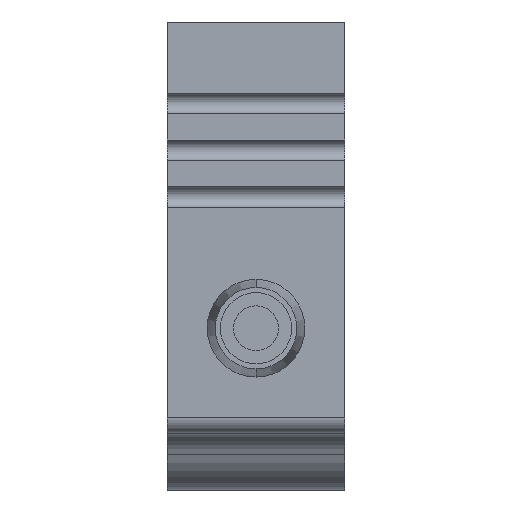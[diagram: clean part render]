
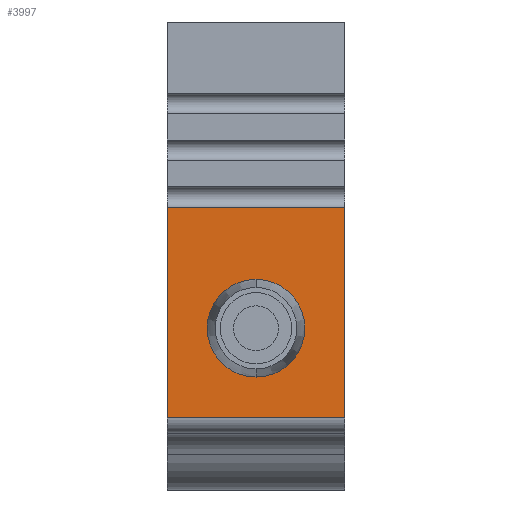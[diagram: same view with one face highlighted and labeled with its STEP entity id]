
A CAD part, front view. The second image highlights one B-rep face of the part: STEP entity #3997.
In plain terms, the highlighted planar face has unit normal (0, -1, 0).
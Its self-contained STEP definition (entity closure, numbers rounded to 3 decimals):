
#80=DIRECTION('',(0.,0.,-1.));
#81=VECTOR('',#80,10.35);
#82=CARTESIAN_POINT('',(4.35,-55.2,-9.1));
#83=LINE('',#82,#81);
#710=DIRECTION('',(0.,0.,1.));
#711=VECTOR('',#710,10.35);
#712=CARTESIAN_POINT('',(-4.35,-55.2,-19.45));
#713=LINE('',#712,#711);
#1329=DIRECTION('',(1.,0.,0.));
#1330=VECTOR('',#1329,8.7);
#1331=CARTESIAN_POINT('',(-4.35,-55.2,-9.1));
#1332=LINE('',#1331,#1330);
#1337=CARTESIAN_POINT('',(0.,-55.2,-15.05));
#1338=DIRECTION('',(0.,1.,0.));
#1339=DIRECTION('',(0.,0.,1.));
#1340=AXIS2_PLACEMENT_3D('',#1337,#1338,#1339);
#1342=CARTESIAN_POINT('',(0.,-55.2,-15.05));
#1343=DIRECTION('',(0.,1.,0.));
#1344=DIRECTION('',(0.,0.,-1.));
#1345=AXIS2_PLACEMENT_3D('',#1342,#1343,#1344);
#1351=DIRECTION('',(-1.,0.,0.));
#1352=VECTOR('',#1351,8.7);
#1353=CARTESIAN_POINT('',(4.35,-55.2,-19.45));
#1354=LINE('',#1353,#1352);
#2641=CARTESIAN_POINT('',(-4.35,-55.2,-9.1));
#2642=CARTESIAN_POINT('',(4.35,-55.2,-9.1));
#2643=VERTEX_POINT('',#2641);
#2644=VERTEX_POINT('',#2642);
#2661=CARTESIAN_POINT('',(-4.35,-55.2,-19.45));
#2662=VERTEX_POINT('',#2661);
#2663=CARTESIAN_POINT('',(4.35,-55.2,-19.45));
#2664=VERTEX_POINT('',#2663);
#2677=CARTESIAN_POINT('',(0.,-55.2,-17.45));
#2678=CARTESIAN_POINT('',(0.,-55.2,-12.65));
#2679=VERTEX_POINT('',#2677);
#2680=VERTEX_POINT('',#2678);
#3979=CARTESIAN_POINT('',(-4.555,-55.2,0.389));
#3980=DIRECTION('',(0.,-1.,0.));
#3981=DIRECTION('',(0.,0.,-1.));
#3982=AXIS2_PLACEMENT_3D('',#3979,#3980,#3981);
#3983=PLANE('',#3982);
#3985=ORIENTED_EDGE('',*,*,#3984,.T.);
#3986=ORIENTED_EDGE('',*,*,#3080,.T.);
#3987=ORIENTED_EDGE('',*,*,#3972,.T.);
#3988=ORIENTED_EDGE('',*,*,#2748,.T.);
#3989=EDGE_LOOP('',(#3985,#3986,#3987,#3988));
#3990=FACE_OUTER_BOUND('',#3989,.F.);
#3992=ORIENTED_EDGE('',*,*,#3991,.F.);
#3994=ORIENTED_EDGE('',*,*,#3993,.F.);
#3995=EDGE_LOOP('',(#3992,#3994));
#3996=FACE_BOUND('',#3995,.F.);
#3997=ADVANCED_FACE('',(#3990,#3996),#3983,.T.);
#1341=CIRCLE('',#1340,2.4);
#1346=CIRCLE('',#1345,2.4);
#2748=EDGE_CURVE('',#2644,#2664,#83,.T.);
#3080=EDGE_CURVE('',#2662,#2643,#713,.T.);
#3972=EDGE_CURVE('',#2643,#2644,#1332,.T.);
#3984=EDGE_CURVE('',#2664,#2662,#1354,.T.);
#3991=EDGE_CURVE('',#2680,#2679,#1341,.T.);
#3993=EDGE_CURVE('',#2679,#2680,#1346,.T.);
